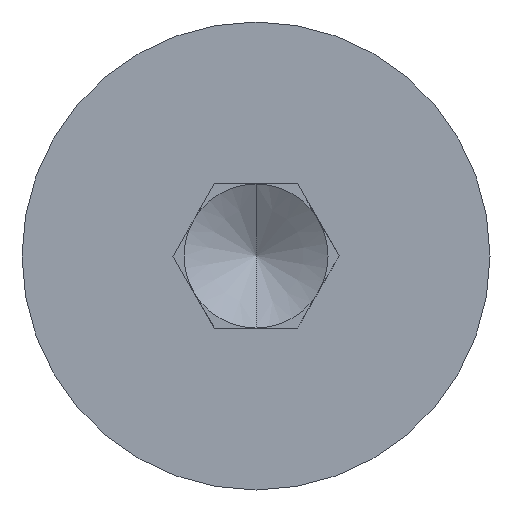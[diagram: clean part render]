
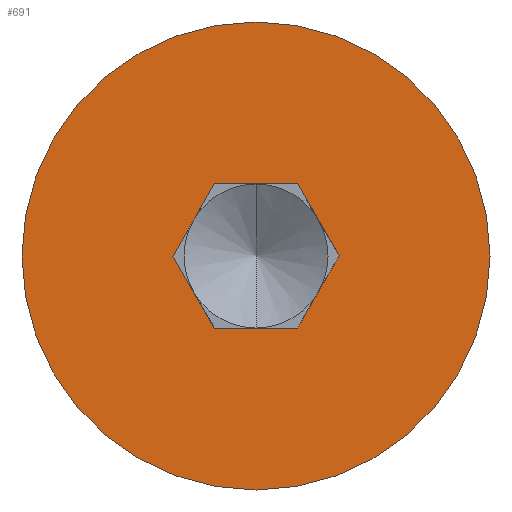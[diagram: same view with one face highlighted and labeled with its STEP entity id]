
A CAD part, left-side view. The second image highlights one B-rep face of the part: STEP entity #691.
In plain terms, the highlighted planar face has unit normal (-1, 0, 0).
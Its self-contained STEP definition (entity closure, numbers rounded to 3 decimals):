
#1 = EDGE_CURVE ( 'NONE', #136, #98, #607, .T. ) ;
#7 = AXIS2_PLACEMENT_3D ( 'NONE', #566, #55, #8 ) ;
#8 = DIRECTION ( 'NONE',  ( 0., 0., 1. ) ) ;
#13 = DIRECTION ( 'NONE',  ( -1., 0., 0. ) ) ;
#19 = EDGE_LOOP ( 'NONE', ( #578, #709, #414, #596, #658, #512 ) ) ;
#24 = LINE ( 'NONE', #225, #379 ) ;
#27 = CARTESIAN_POINT ( 'NONE',  ( 0., 0.866, 1.5 ) ) ;
#28 = EDGE_CURVE ( 'NONE', #98, #421, #593, .T. ) ;
#49 = PLANE ( 'NONE',  #256 ) ;
#52 = DIRECTION ( 'NONE',  ( 0., 1., 0. ) ) ;
#55 = DIRECTION ( 'NONE',  ( -1., 0., 0. ) ) ;
#68 = VERTEX_POINT ( 'NONE', #539 ) ;
#80 = ORIENTED_EDGE ( 'NONE', *, *, #441, .T. ) ;
#88 = LINE ( 'NONE', #157, #269 ) ;
#98 = VERTEX_POINT ( 'NONE', #27 ) ;
#108 = CARTESIAN_POINT ( 'NONE',  ( 0., 0., -4.875 ) ) ;
#119 = CIRCLE ( 'NONE', #183, 4.875 ) ;
#123 = FACE_OUTER_BOUND ( 'NONE', #159, .T. ) ;
#124 = VECTOR ( 'NONE', #209, 1000. ) ;
#126 = VERTEX_POINT ( 'NONE', #595 ) ;
#136 = VERTEX_POINT ( 'NONE', #366 ) ;
#157 = CARTESIAN_POINT ( 'NONE',  ( 0., -0.866, -1.5 ) ) ;
#159 = EDGE_LOOP ( 'NONE', ( #349, #80 ) ) ;
#162 = DIRECTION ( 'NONE',  ( 0., 0.5, -0.866 ) ) ;
#167 = DIRECTION ( 'NONE',  ( 0., 0., 1. ) ) ;
#176 = EDGE_CURVE ( 'NONE', #68, #136, #580, .T. ) ;
#179 = CIRCLE ( 'NONE', #7, 4.875 ) ;
#183 = AXIS2_PLACEMENT_3D ( 'NONE', #469, #13, #167 ) ;
#209 = DIRECTION ( 'NONE',  ( 0., -0.5, 0.866 ) ) ;
#222 = EDGE_CURVE ( 'NONE', #421, #447, #677, .T. ) ;
#225 = CARTESIAN_POINT ( 'NONE',  ( 0., -1.732, 0. ) ) ;
#231 = CARTESIAN_POINT ( 'NONE',  ( 0., -0.866, 1.5 ) ) ;
#256 = AXIS2_PLACEMENT_3D ( 'NONE', #666, #398, #276 ) ;
#269 = VECTOR ( 'NONE', #52, 1000. ) ;
#276 = DIRECTION ( 'NONE',  ( 0., 0., 1. ) ) ;
#291 = CARTESIAN_POINT ( 'NONE',  ( 0., -1.732, 0. ) ) ;
#305 = CARTESIAN_POINT ( 'NONE',  ( 0., 0.866, -1.5 ) ) ;
#314 = CARTESIAN_POINT ( 'NONE',  ( 0., 0.866, 1.5 ) ) ;
#332 = VERTEX_POINT ( 'NONE', #659 ) ;
#349 = ORIENTED_EDGE ( 'NONE', *, *, #353, .T. ) ;
#353 = EDGE_CURVE ( 'NONE', #126, #394, #179, .T. ) ;
#366 = CARTESIAN_POINT ( 'NONE',  ( 0., 1.732, 0. ) ) ;
#379 = VECTOR ( 'NONE', #162, 1000. ) ;
#388 = CARTESIAN_POINT ( 'NONE',  ( 0., -0.866, 1.5 ) ) ;
#394 = VERTEX_POINT ( 'NONE', #108 ) ;
#398 = DIRECTION ( 'NONE',  ( -1., 0., 0. ) ) ;
#414 = ORIENTED_EDGE ( 'NONE', *, *, #718, .T. ) ;
#421 = VERTEX_POINT ( 'NONE', #231 ) ;
#435 = VECTOR ( 'NONE', #609, 1000. ) ;
#441 = EDGE_CURVE ( 'NONE', #394, #126, #119, .T. ) ;
#447 = VERTEX_POINT ( 'NONE', #291 ) ;
#469 = CARTESIAN_POINT ( 'NONE',  ( 0., 0., 0. ) ) ;
#470 = VECTOR ( 'NONE', #482, 1000. ) ;
#482 = DIRECTION ( 'NONE',  ( 0., -1., 0. ) ) ;
#494 = DIRECTION ( 'NONE',  ( 0., 0.5, 0.866 ) ) ;
#512 = ORIENTED_EDGE ( 'NONE', *, *, #28, .T. ) ;
#531 = FACE_BOUND ( 'NONE', #19, .T. ) ;
#539 = CARTESIAN_POINT ( 'NONE',  ( 0., 0.866, -1.5 ) ) ;
#548 = CARTESIAN_POINT ( 'NONE',  ( 0., 1.732, 0. ) ) ;
#566 = CARTESIAN_POINT ( 'NONE',  ( 0., 0., 0. ) ) ;
#578 = ORIENTED_EDGE ( 'NONE', *, *, #222, .T. ) ;
#580 = LINE ( 'NONE', #305, #720 ) ;
#593 = LINE ( 'NONE', #314, #470 ) ;
#595 = CARTESIAN_POINT ( 'NONE',  ( 0., 0., 4.875 ) ) ;
#596 = ORIENTED_EDGE ( 'NONE', *, *, #176, .T. ) ;
#607 = LINE ( 'NONE', #548, #124 ) ;
#609 = DIRECTION ( 'NONE',  ( 0., -0.5, -0.866 ) ) ;
#658 = ORIENTED_EDGE ( 'NONE', *, *, #1, .T. ) ;
#659 = CARTESIAN_POINT ( 'NONE',  ( 0., -0.866, -1.5 ) ) ;
#666 = CARTESIAN_POINT ( 'NONE',  ( 0., 0., 0. ) ) ;
#677 = LINE ( 'NONE', #388, #435 ) ;
#691 = ADVANCED_FACE ( 'NONE', ( #123, #531 ), #49, .T. ) ;
#703 = EDGE_CURVE ( 'NONE', #447, #332, #24, .T. ) ;
#709 = ORIENTED_EDGE ( 'NONE', *, *, #703, .T. ) ;
#718 = EDGE_CURVE ( 'NONE', #332, #68, #88, .T. ) ;
#720 = VECTOR ( 'NONE', #494, 1000. ) ;
